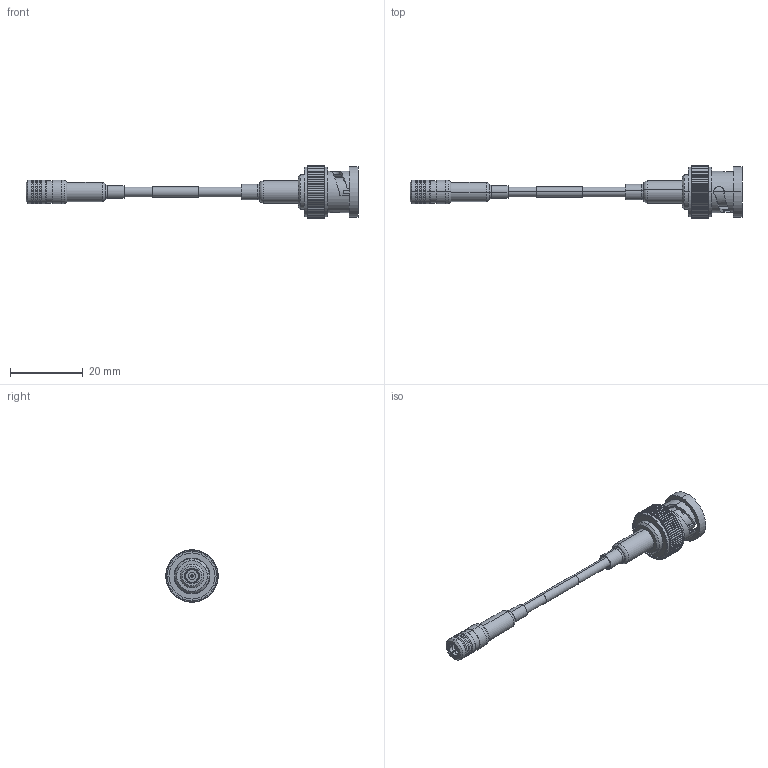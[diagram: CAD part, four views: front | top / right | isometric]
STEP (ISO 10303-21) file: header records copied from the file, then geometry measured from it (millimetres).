
FILE_DESCRIPTION (( 'STEP AP214' ), '1' );
FILE_NAME ('FMCA100084_3D.step', '2024-07-31T22:49:02', ( '' ), ( '' ), 'SwSTEP 2.0', 'SolidWorks 2022', '' );
FILE_SCHEMA (( 'AUTOMOTIVE_DESIGN' ));
Length unit declared in the file: inch
Products named in the file (10): SC6030; 1AB05-005-MA2; RG188-HEATSHRINK_.75" Long; RG188-HEATSHRINK_4_.75" Long; SC8841; 1AB05-005-MA4; 1AB05-005-MA3; RG188A-U; FMCA100084_3D; 1AB05-005-MA1_with flange
Assembly tree (9 placements, depth 3):
  FMCA100084_3D
    RG188A-U
    SC8841
    SC6030
      1AB05-005-MA1_with flange
      1AB05-005-MA3
      1AB05-005-MA2
      1AB05-005-MA4
    RG188-HEATSHRINK_.75" Long
    RG188-HEATSHRINK_4_.75" Long
Bounding box: 91.49 x 14.48 x 14.48 mm (x, y, z)
Volume: 2362.6 mm3; surface area: 5004.3 mm2
Topology: 9 solids, 9 shells, 536 faces, 1392 edges, 894 vertices
Faces by surface type: plane 236, cylinder 222, torus 32, cone 30, bspline 16
Entity records: 18229 total; most frequent: CARTESIAN_POINT 3579, DIRECTION 2934, ORIENTED_EDGE 2784, EDGE_CURVE 1392, AXIS2_PLACEMENT_3D 1075, VERTEX_POINT 894, LINE 784, VECTOR 784
